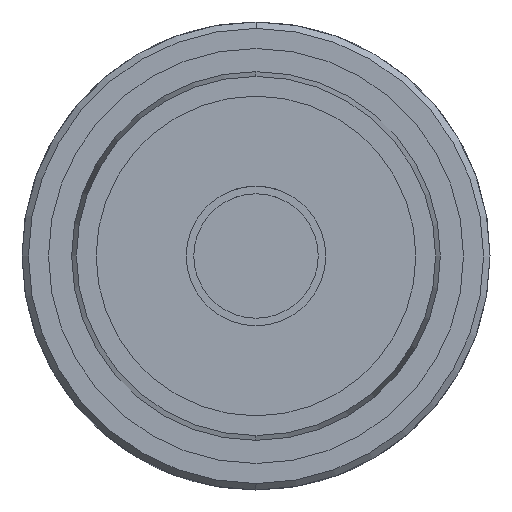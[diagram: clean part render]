
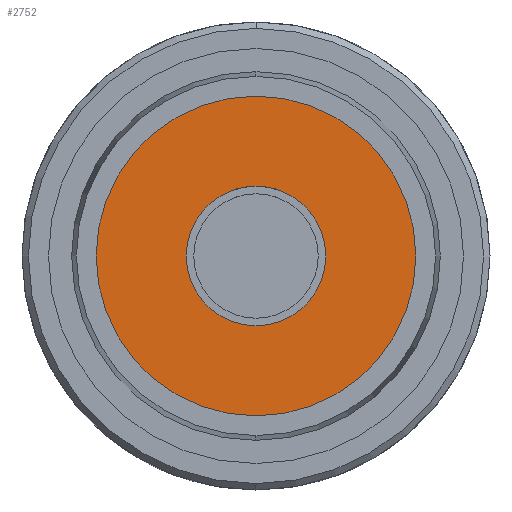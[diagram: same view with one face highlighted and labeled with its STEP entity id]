
A CAD part, left-side view. The second image highlights one B-rep face of the part: STEP entity #2752.
In plain terms, the highlighted planar face has unit normal (-1, 0, 0).
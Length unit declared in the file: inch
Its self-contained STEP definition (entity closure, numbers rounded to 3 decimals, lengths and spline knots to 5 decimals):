
#190 = CIRCLE ( 'NONE', #359, 0.235 ) ;
#328 = DIRECTION ( 'NONE',  ( 0., 0., 1. ) ) ;
#329 = DIRECTION ( 'NONE',  ( -1., 0., 0. ) ) ;
#330 = AXIS2_PLACEMENT_3D ( 'NONE', #352, #329, #328 ) ;
#331 = CIRCLE ( 'NONE', #330, 0.07 ) ;
#352 = CARTESIAN_POINT ( 'NONE',  ( 0.069, 0., 0. ) ) ;
#356 = DIRECTION ( 'NONE',  ( 0., 0., 1. ) ) ;
#357 = DIRECTION ( 'NONE',  ( -1., 0., 0. ) ) ;
#358 = CARTESIAN_POINT ( 'NONE',  ( 0.069, 0., 0. ) ) ;
#359 = AXIS2_PLACEMENT_3D ( 'NONE', #358, #357, #356 ) ;
#474 = DIRECTION ( 'NONE',  ( 0., 0., 1. ) ) ;
#475 = DIRECTION ( 'NONE',  ( -1., 0., 0. ) ) ;
#476 = CARTESIAN_POINT ( 'NONE',  ( 0.069, 0., 0. ) ) ;
#485 = AXIS2_PLACEMENT_3D ( 'NONE', #476, #475, #474 ) ;
#492 = FACE_OUTER_BOUND ( 'NONE', #2663, .T. ) ;
#541 = PLANE ( 'NONE',  #485 ) ;
#546 = FACE_BOUND ( 'NONE', #2621, .T. ) ;
#1996 = CARTESIAN_POINT ( 'NONE',  ( 0.069, 0., 0.07 ) ) ;
#2001 = DIRECTION ( 'NONE',  ( 0., 0., 1. ) ) ;
#2002 = DIRECTION ( 'NONE',  ( -1., 0., 0. ) ) ;
#2004 = CARTESIAN_POINT ( 'NONE',  ( 0.069, 0., -0.07 ) ) ;
#2022 = CARTESIAN_POINT ( 'NONE',  ( 0.069, 0., 0.235 ) ) ;
#2058 = CARTESIAN_POINT ( 'NONE',  ( 0.069, 0., 0. ) ) ;
#2059 = DIRECTION ( 'NONE',  ( 0., 0., 1. ) ) ;
#2060 = DIRECTION ( 'NONE',  ( -1., 0., 0. ) ) ;
#2061 = CARTESIAN_POINT ( 'NONE',  ( 0.069, 0., 0. ) ) ;
#2065 = AXIS2_PLACEMENT_3D ( 'NONE', #2058, #2002, #2001 ) ;
#2068 = CIRCLE ( 'NONE', #2073, 0.235 ) ;
#2073 = AXIS2_PLACEMENT_3D ( 'NONE', #2061, #2060, #2059 ) ;
#2074 = CIRCLE ( 'NONE', #2065, 0.07 ) ;
#2376 = VERTEX_POINT ( 'NONE', #3842 ) ;
#2420 = VERTEX_POINT ( 'NONE', #2022 ) ;
#2422 = VERTEX_POINT ( 'NONE', #1996 ) ;
#2446 = EDGE_CURVE ( 'NONE', #2376, #2420, #2068, .T. ) ;
#2449 = EDGE_CURVE ( 'NONE', #2450, #2422, #2074, .T. ) ;
#2450 = VERTEX_POINT ( 'NONE', #2004 ) ;
#2621 = EDGE_LOOP ( 'NONE', ( #2704, #2678 ) ) ;
#2659 = ORIENTED_EDGE ( 'NONE', *, *, #2666, .T. ) ;
#2663 = EDGE_LOOP ( 'NONE', ( #2659, #2671 ) ) ;
#2666 = EDGE_CURVE ( 'NONE', #2420, #2376, #190, .T. ) ;
#2671 = ORIENTED_EDGE ( 'NONE', *, *, #2446, .T. ) ;
#2672 = EDGE_CURVE ( 'NONE', #2422, #2450, #331, .T. ) ;
#2678 = ORIENTED_EDGE ( 'NONE', *, *, #2449, .F. ) ;
#2704 = ORIENTED_EDGE ( 'NONE', *, *, #2672, .F. ) ;
#2752 = ADVANCED_FACE ( 'NONE', ( #546, #492 ), #541, .T. ) ;
#3842 = CARTESIAN_POINT ( 'NONE',  ( 0.069, 0., -0.235 ) ) ;
